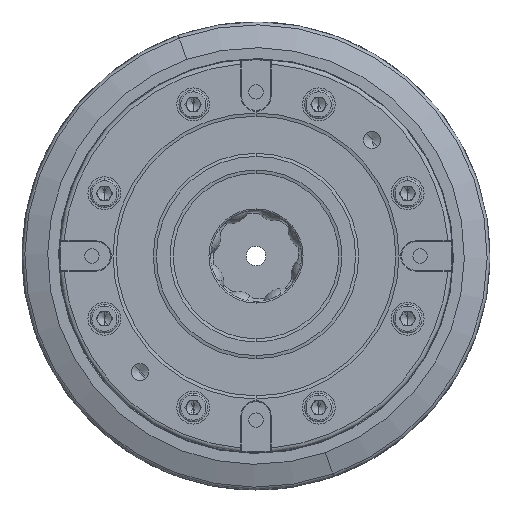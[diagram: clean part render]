
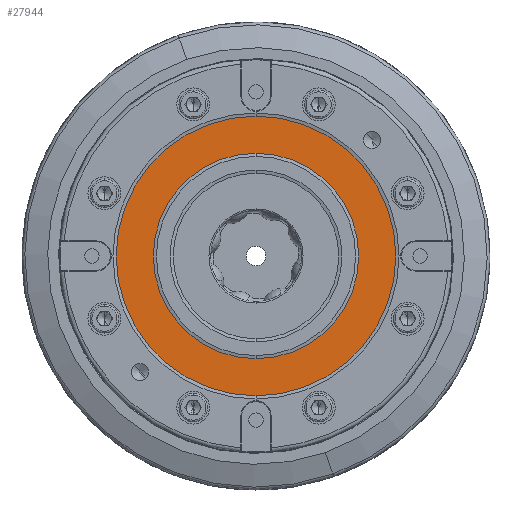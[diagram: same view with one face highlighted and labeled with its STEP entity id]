
A CAD part, front view. The second image highlights one B-rep face of the part: STEP entity #27944.
In plain terms, the highlighted planar face has unit normal (0, -1, 0).
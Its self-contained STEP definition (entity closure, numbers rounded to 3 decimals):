
#426 = CARTESIAN_POINT ( 'NONE',  ( -89.169, 12.208, 137.8 ) ) ;
#941 = ORIENTED_EDGE ( 'NONE', *, *, #42479, .F. ) ;
#1629 = EDGE_CURVE ( 'NONE', #10258, #24663, #3496, .T. ) ;
#1824 = CARTESIAN_POINT ( 'NONE',  ( -89.169, 12.208, 137.8 ) ) ;
#3496 = CIRCLE ( 'NONE', #5839, 36. ) ;
#4406 = DIRECTION ( 'NONE',  ( 0., 1., 0. ) ) ;
#5507 = FACE_OUTER_BOUND ( 'NONE', #17334, .T. ) ;
#5839 = AXIS2_PLACEMENT_3D ( 'NONE', #31056, #4406, #19605 ) ;
#8201 = CARTESIAN_POINT ( 'NONE',  ( -89.169, 12.208, 88.8 ) ) ;
#10258 = VERTEX_POINT ( 'NONE', #28667 ) ;
#11597 = ORIENTED_EDGE ( 'NONE', *, *, #1629, .T. ) ;
#11788 = ORIENTED_EDGE ( 'NONE', *, *, #16224, .F. ) ;
#12697 = CARTESIAN_POINT ( 'NONE',  ( -138.169, 12.208, 137.8 ) ) ;
#12899 = DIRECTION ( 'NONE',  ( 0., 1., 0. ) ) ;
#15970 = DIRECTION ( 'NONE',  ( 0., 1., 0. ) ) ;
#16224 = EDGE_CURVE ( 'NONE', #48660, #36193, #43567, .T. ) ;
#16885 = CIRCLE ( 'NONE', #21398, 36. ) ;
#17045 = PLANE ( 'NONE',  #27758 ) ;
#17334 = EDGE_LOOP ( 'NONE', ( #941, #11788 ) ) ;
#19605 = DIRECTION ( 'NONE',  ( 0., 0., 1. ) ) ;
#20921 = DIRECTION ( 'NONE',  ( 0., 0., -1. ) ) ;
#21398 = AXIS2_PLACEMENT_3D ( 'NONE', #35502, #12899, #31766 ) ;
#21849 = EDGE_LOOP ( 'NONE', ( #11597, #23698 ) ) ;
#21873 = CARTESIAN_POINT ( 'NONE',  ( -89.169, 12.208, 101.8 ) ) ;
#23698 = ORIENTED_EDGE ( 'NONE', *, *, #31110, .T. ) ;
#24663 = VERTEX_POINT ( 'NONE', #21873 ) ;
#27758 = AXIS2_PLACEMENT_3D ( 'NONE', #12697, #44081, #20921 ) ;
#27944 = ADVANCED_FACE ( 'NONE', ( #33872, #5507 ), #17045, .T. ) ;
#28667 = CARTESIAN_POINT ( 'NONE',  ( -89.169, 12.208, 173.8 ) ) ;
#31056 = CARTESIAN_POINT ( 'NONE',  ( -89.169, 12.208, 137.8 ) ) ;
#31110 = EDGE_CURVE ( 'NONE', #24663, #10258, #16885, .T. ) ;
#31372 = CARTESIAN_POINT ( 'NONE',  ( -89.169, 12.208, 186.8 ) ) ;
#31766 = DIRECTION ( 'NONE',  ( 0., 0., 1. ) ) ;
#33872 = FACE_BOUND ( 'NONE', #21849, .T. ) ;
#34763 = CIRCLE ( 'NONE', #42873, 49. ) ;
#35502 = CARTESIAN_POINT ( 'NONE',  ( -89.169, 12.208, 137.8 ) ) ;
#36094 = DIRECTION ( 'NONE',  ( 0., 1., 0. ) ) ;
#36193 = VERTEX_POINT ( 'NONE', #8201 ) ;
#42479 = EDGE_CURVE ( 'NONE', #36193, #48660, #34763, .T. ) ;
#42873 = AXIS2_PLACEMENT_3D ( 'NONE', #426, #15970, #46716 ) ;
#43567 = CIRCLE ( 'NONE', #49450, 49. ) ;
#44081 = DIRECTION ( 'NONE',  ( 0., -1., 0. ) ) ;
#44234 = DIRECTION ( 'NONE',  ( 0., 0., 1. ) ) ;
#46716 = DIRECTION ( 'NONE',  ( 0., 0., 1. ) ) ;
#48660 = VERTEX_POINT ( 'NONE', #31372 ) ;
#49450 = AXIS2_PLACEMENT_3D ( 'NONE', #1824, #36094, #44234 ) ;
